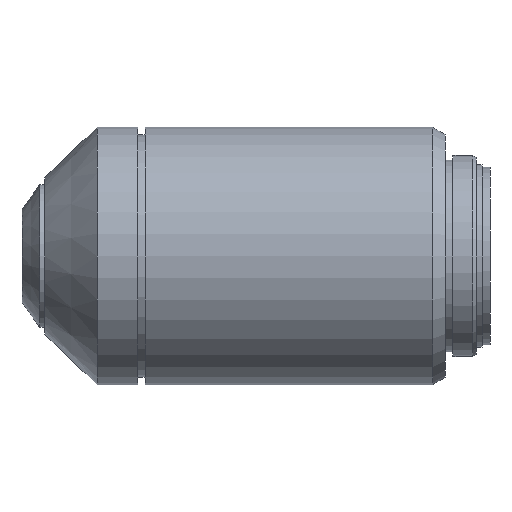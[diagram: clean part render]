
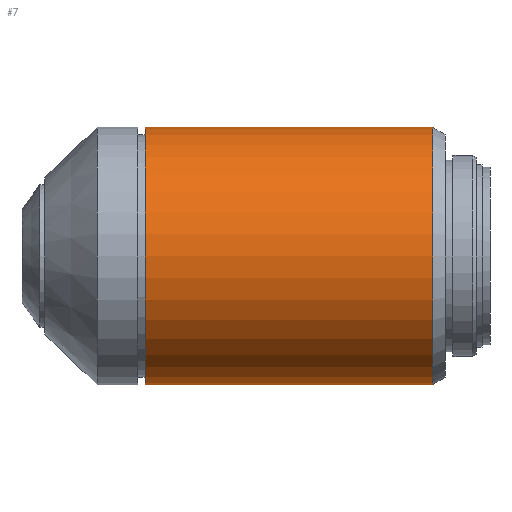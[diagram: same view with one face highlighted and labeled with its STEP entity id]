
A CAD part, front view. The second image highlights one B-rep face of the part: STEP entity #7.
In plain terms, the highlighted cylindrical face has radius 13 mm (diameter 26 mm), a partial arc.
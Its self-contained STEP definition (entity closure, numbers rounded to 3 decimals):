
#7 = ADVANCED_FACE ( 'NONE', ( #291 ), #263, .T. ) ;
#10 = VECTOR ( 'NONE', #474, 1000. ) ;
#13 = EDGE_CURVE ( 'NONE', #605, #435, #594, .T. ) ;
#143 = EDGE_CURVE ( 'NONE', #275, #732, #442, .T. ) ;
#164 = DIRECTION ( 'NONE',  ( 1., 0., 0. ) ) ;
#181 = CARTESIAN_POINT ( 'NONE',  ( -34.85, 0., 13. ) ) ;
#192 = ORIENTED_EDGE ( 'NONE', *, *, #13, .F. ) ;
#263 = CYLINDRICAL_SURFACE ( 'NONE', #592, 13. ) ;
#275 = VERTEX_POINT ( 'NONE', #181 ) ;
#277 = DIRECTION ( 'NONE',  ( 1., 0., 0. ) ) ;
#280 = DIRECTION ( 'NONE',  ( 0., 0., -1. ) ) ;
#291 = FACE_OUTER_BOUND ( 'NONE', #563, .T. ) ;
#325 = ORIENTED_EDGE ( 'NONE', *, *, #728, .T. ) ;
#332 = VECTOR ( 'NONE', #434, 1000. ) ;
#434 = DIRECTION ( 'NONE',  ( 1., 0., 0. ) ) ;
#435 = VERTEX_POINT ( 'NONE', #831 ) ;
#442 = CIRCLE ( 'NONE', #788, 13. ) ;
#449 = EDGE_CURVE ( 'NONE', #275, #605, #462, .T. ) ;
#462 = LINE ( 'NONE', #483, #10 ) ;
#474 = DIRECTION ( 'NONE',  ( 1., 0., 0. ) ) ;
#483 = CARTESIAN_POINT ( 'NONE',  ( 29.855, 0., 13. ) ) ;
#517 = CARTESIAN_POINT ( 'NONE',  ( -5.799, 0., 0. ) ) ;
#563 = EDGE_LOOP ( 'NONE', ( #753, #844, #325, #192 ) ) ;
#592 = AXIS2_PLACEMENT_3D ( 'NONE', #702, #277, #280 ) ;
#594 = CIRCLE ( 'NONE', #641, 13. ) ;
#605 = VERTEX_POINT ( 'NONE', #700 ) ;
#635 = DIRECTION ( 'NONE',  ( 0., 0., -1. ) ) ;
#640 = DIRECTION ( 'NONE',  ( 1., 0., 0. ) ) ;
#641 = AXIS2_PLACEMENT_3D ( 'NONE', #517, #640, #635 ) ;
#643 = CARTESIAN_POINT ( 'NONE',  ( 29.855, 0., -13. ) ) ;
#700 = CARTESIAN_POINT ( 'NONE',  ( -5.799, 0., 13. ) ) ;
#702 = CARTESIAN_POINT ( 'NONE',  ( 29.855, 0., 0. ) ) ;
#728 = EDGE_CURVE ( 'NONE', #732, #435, #898, .T. ) ;
#732 = VERTEX_POINT ( 'NONE', #932 ) ;
#753 = ORIENTED_EDGE ( 'NONE', *, *, #449, .F. ) ;
#788 = AXIS2_PLACEMENT_3D ( 'NONE', #882, #164, #871 ) ;
#831 = CARTESIAN_POINT ( 'NONE',  ( -5.799, 0., -13. ) ) ;
#844 = ORIENTED_EDGE ( 'NONE', *, *, #143, .T. ) ;
#871 = DIRECTION ( 'NONE',  ( 0., 0., -1. ) ) ;
#882 = CARTESIAN_POINT ( 'NONE',  ( -34.85, 0., 0. ) ) ;
#898 = LINE ( 'NONE', #643, #332 ) ;
#932 = CARTESIAN_POINT ( 'NONE',  ( -34.85, 0., -13. ) ) ;
